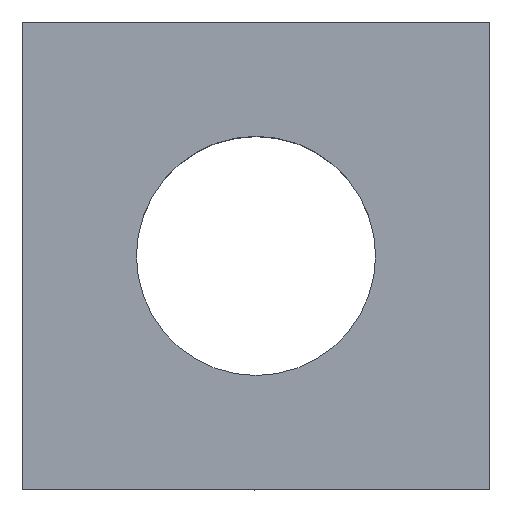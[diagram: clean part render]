
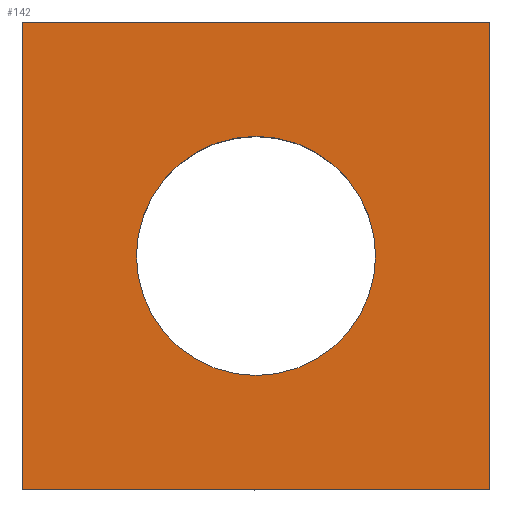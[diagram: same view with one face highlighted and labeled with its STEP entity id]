
A CAD part, top view. The second image highlights one B-rep face of the part: STEP entity #142.
In plain terms, the highlighted planar face has unit normal (0, 0, 1).
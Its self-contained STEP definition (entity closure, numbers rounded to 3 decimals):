
#15=FACE_BOUND('',#57,.T.);
#19=LINE('',#337,#28);
#22=LINE('',#342,#31);
#25=LINE('',#352,#34);
#26=LINE('',#354,#35);
#28=VECTOR('',#181,10.);
#31=VECTOR('',#186,10.);
#34=VECTOR('',#197,10.);
#35=VECTOR('',#200,10.);
#40=PLANE('',#172);
#48=FACE_OUTER_BOUND('',#56,.T.);
#56=EDGE_LOOP('',(#128,#129,#130,#131));
#57=EDGE_LOOP('',(#132));
#61=CIRCLE('',#168,3.324);
#75=VERTEX_POINT('',#334);
#76=VERTEX_POINT('',#336);
#77=VERTEX_POINT('',#340);
#78=VERTEX_POINT('',#344);
#80=VERTEX_POINT('',#350);
#89=EDGE_CURVE('',#76,#75,#19,.T.);
#92=EDGE_CURVE('',#75,#77,#22,.T.);
#93=EDGE_CURVE('',#78,#78,#61,.T.);
#97=EDGE_CURVE('',#77,#80,#25,.T.);
#98=EDGE_CURVE('',#80,#76,#26,.T.);
#128=ORIENTED_EDGE('',*,*,#98,.T.);
#129=ORIENTED_EDGE('',*,*,#89,.T.);
#130=ORIENTED_EDGE('',*,*,#92,.T.);
#131=ORIENTED_EDGE('',*,*,#97,.T.);
#132=ORIENTED_EDGE('',*,*,#93,.T.);
#142=ADVANCED_FACE('',(#48,#15),#40,.T.);
#168=AXIS2_PLACEMENT_3D('',#345,#189,#190);
#172=AXIS2_PLACEMENT_3D('',#355,#201,#202);
#181=DIRECTION('',(0.,1.,0.));
#186=DIRECTION('',(-1.,0.,0.));
#189=DIRECTION('center_axis',(0.,0.,-1.));
#190=DIRECTION('ref_axis',(1.,0.,0.));
#197=DIRECTION('',(0.,-1.,0.));
#200=DIRECTION('',(1.,0.,0.));
#201=DIRECTION('center_axis',(0.,0.,1.));
#202=DIRECTION('ref_axis',(1.,0.,0.));
#334=CARTESIAN_POINT('',(6.5,6.5,5.8));
#336=CARTESIAN_POINT('',(6.5,-6.5,5.8));
#337=CARTESIAN_POINT('',(6.5,-6.5,5.8));
#340=CARTESIAN_POINT('',(-6.5,6.5,5.8));
#342=CARTESIAN_POINT('',(6.5,6.5,5.8));
#344=CARTESIAN_POINT('',(-3.324,0.,5.8));
#345=CARTESIAN_POINT('Origin',(0.,0.,5.8));
#350=CARTESIAN_POINT('',(-6.5,-6.5,5.8));
#352=CARTESIAN_POINT('',(-6.5,6.5,5.8));
#354=CARTESIAN_POINT('',(-6.5,-6.5,5.8));
#355=CARTESIAN_POINT('Origin',(0.,0.,5.8));
